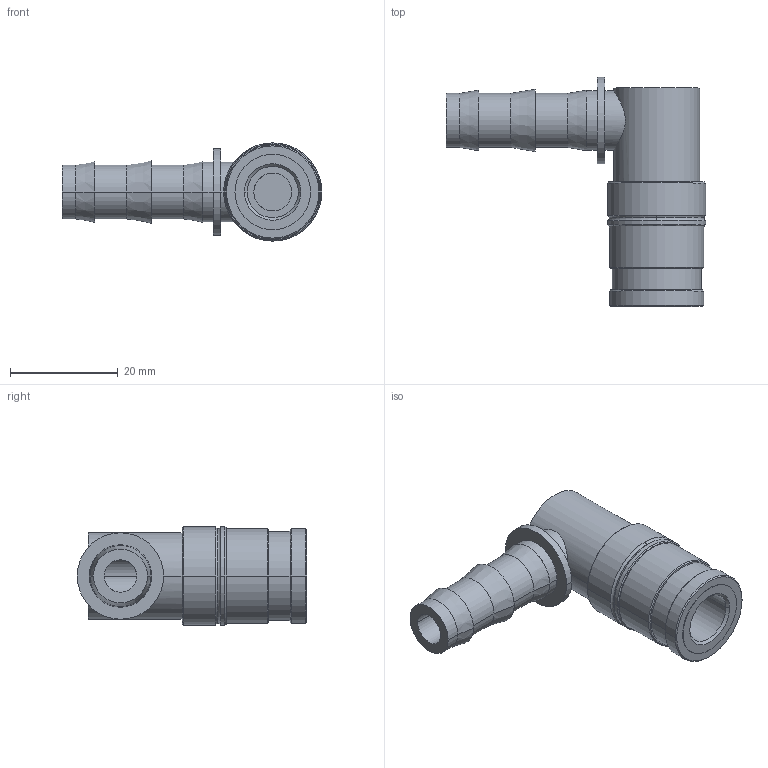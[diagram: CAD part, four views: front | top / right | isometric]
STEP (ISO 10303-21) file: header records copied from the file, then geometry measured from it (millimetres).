
FILE_DESCRIPTION(('STEP AP214'),'1');
FILE_NAME('esdmf_10_t-90.stp','2020-04-22T06:12:46',('TraceParts'),('TraceParts S.A.'),'Spatial InterOp 3D',' ',' ');
FILE_SCHEMA(('automotive_design'));
Length unit declared in the file: millimetre
Products named in the file (1): 1
Bounding box: 48.1 x 42.5 x 18.2 mm (x, y, z)
Volume: 8997.3 mm3; surface area: 5601.6 mm2
Topology: 1 solids, 1 shells, 69 faces, 146 edges, 90 vertices
Faces by surface type: cylinder 32, cone 18, plane 15, torus 4
Entity records: 2566 total; most frequent: CARTESIAN_POINT 440, DIRECTION 368, ORIENTED_EDGE 292, AXIS2_PLACEMENT_3D 158, EDGE_CURVE 146, VERTEX_POINT 90, CIRCLE 88, EDGE_LOOP 82
